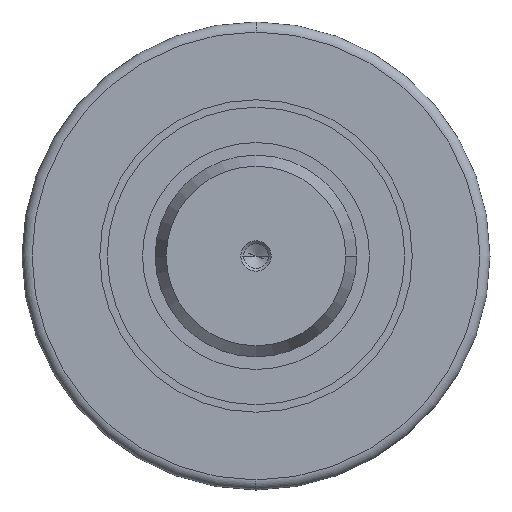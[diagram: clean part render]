
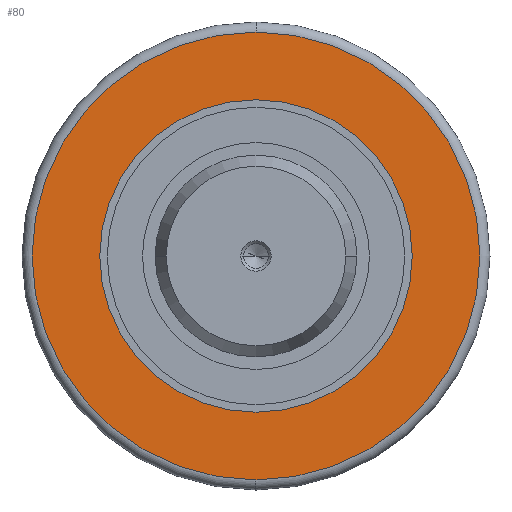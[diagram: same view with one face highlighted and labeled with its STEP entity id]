
A CAD part, left-side view. The second image highlights one B-rep face of the part: STEP entity #80.
In plain terms, the highlighted planar face has unit normal (-1, 0, 0).
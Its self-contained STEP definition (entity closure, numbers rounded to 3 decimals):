
#80=ADVANCED_FACE('',(#181,#182),#183,.T.);
#181=FACE_BOUND('',#303,.T.);
#182=FACE_OUTER_BOUND('',#304,.T.);
#183=PLANE('',#305);
#303=EDGE_LOOP('',(#472,#473));
#304=EDGE_LOOP('',(#474,#475,#476));
#305=AXIS2_PLACEMENT_3D('',#477,#478,#479);
#472=ORIENTED_EDGE('',*,*,#737,.T.);
#473=ORIENTED_EDGE('',*,*,#719,.T.);
#474=ORIENTED_EDGE('',*,*,#738,.T.);
#475=ORIENTED_EDGE('',*,*,#733,.T.);
#476=ORIENTED_EDGE('',*,*,#739,.T.);
#477=CARTESIAN_POINT('',(10.5,22.2,0.));
#478=DIRECTION('',(-1.0,0.,0.));
#479=DIRECTION('',(0.,1.0,0.));
#719=EDGE_CURVE('',#852,#856,#858,.T.);
#733=EDGE_CURVE('',#881,#879,#882,.T.);
#737=EDGE_CURVE('',#856,#852,#887,.T.);
#738=EDGE_CURVE('',#888,#881,#889,.T.);
#739=EDGE_CURVE('',#879,#888,#890,.T.);
#852=VERTEX_POINT('',#1023);
#856=VERTEX_POINT('',#1028);
#858=CIRCLE('',#1031,30.975);
#879=VERTEX_POINT('',#1054);
#881=VERTEX_POINT('',#1056);
#882=CIRCLE('',#1057,44.4);
#887=CIRCLE('',#1062,30.975);
#888=VERTEX_POINT('',#1063);
#889=CIRCLE('',#1064,44.4);
#890=CIRCLE('',#1065,44.4);
#1023=CARTESIAN_POINT('',(10.5,0.,-30.975));
#1028=CARTESIAN_POINT('',(10.5,0.,30.975));
#1031=AXIS2_PLACEMENT_3D('',#1211,#1212,#1213);
#1054=CARTESIAN_POINT('',(10.5,0.,44.4));
#1056=CARTESIAN_POINT('',(10.5,0.,-44.4));
#1057=AXIS2_PLACEMENT_3D('',#1240,#1241,#1242);
#1062=AXIS2_PLACEMENT_3D('',#1249,#1250,#1251);
#1063=CARTESIAN_POINT('',(10.5,44.4,0.));
#1064=AXIS2_PLACEMENT_3D('',#1252,#1253,#1254);
#1065=AXIS2_PLACEMENT_3D('',#1255,#1256,#1257);
#1211=CARTESIAN_POINT('',(10.5,0.0,0.0));
#1212=DIRECTION('',(1.0,0.,0.));
#1213=DIRECTION('',(0.,0.,-1.0));
#1240=CARTESIAN_POINT('',(10.5,0.0,0.));
#1241=DIRECTION('',(-1.0,0.0,0.));
#1242=DIRECTION('',(0.0,1.0,0.0));
#1249=CARTESIAN_POINT('',(10.5,0.0,0.0));
#1250=DIRECTION('',(1.0,0.,0.));
#1251=DIRECTION('',(0.,0.,-1.0));
#1252=CARTESIAN_POINT('',(10.5,0.0,0.));
#1253=DIRECTION('',(-1.0,0.0,0.));
#1254=DIRECTION('',(0.0,1.0,0.0));
#1255=CARTESIAN_POINT('',(10.5,0.0,0.));
#1256=DIRECTION('',(-1.0,0.0,0.));
#1257=DIRECTION('',(0.0,1.0,0.0));
